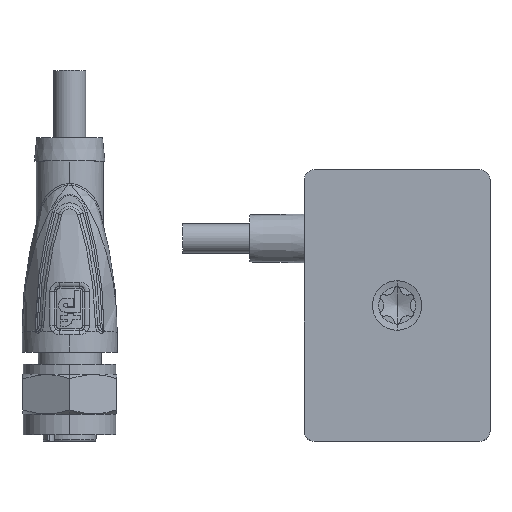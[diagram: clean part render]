
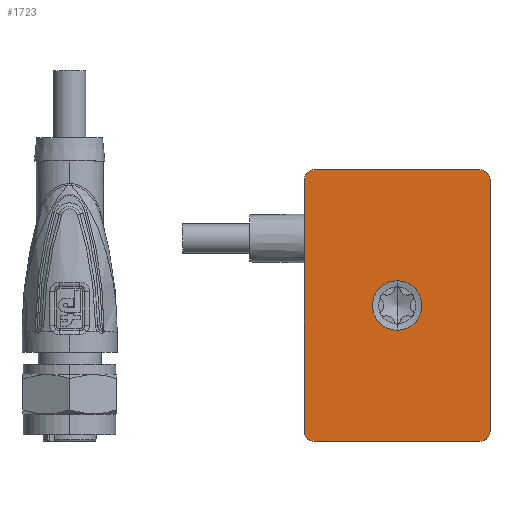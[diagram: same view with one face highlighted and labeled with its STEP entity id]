
A CAD part, top view. The second image highlights one B-rep face of the part: STEP entity #1723.
In plain terms, the highlighted planar face has unit normal (0, 0, 1).
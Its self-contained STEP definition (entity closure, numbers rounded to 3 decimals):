
#38=CARTESIAN_POINT('',(1.5,39.,22.));
#39=DIRECTION('',(0.,0.,-1.));
#40=DIRECTION('',(-1.,0.,0.));
#41=AXIS2_PLACEMENT_3D('',#38,#39,#40);
#47=DIRECTION('',(1.,0.,0.));
#48=VECTOR('',#47,24.7);
#49=CARTESIAN_POINT('',(1.5,40.5,22.));
#50=LINE('',#49,#48);
#54=CARTESIAN_POINT('',(26.2,39.,22.));
#55=DIRECTION('',(0.,0.,-1.));
#56=DIRECTION('',(0.,1.,0.));
#57=AXIS2_PLACEMENT_3D('',#54,#55,#56);
#62=DIRECTION('',(0.,-1.,0.));
#63=VECTOR('',#62,37.5);
#64=CARTESIAN_POINT('',(27.7,39.,22.));
#65=LINE('',#64,#63);
#69=CARTESIAN_POINT('',(26.2,1.5,22.));
#70=DIRECTION('',(0.,0.,-1.));
#71=DIRECTION('',(1.,0.,0.));
#72=AXIS2_PLACEMENT_3D('',#69,#70,#71);
#77=DIRECTION('',(-1.,0.,0.));
#78=VECTOR('',#77,24.7);
#79=CARTESIAN_POINT('',(26.2,0.,22.));
#80=LINE('',#79,#78);
#84=CARTESIAN_POINT('',(1.5,1.5,22.));
#85=DIRECTION('',(0.,0.,-1.));
#86=DIRECTION('',(0.,-1.,0.));
#87=AXIS2_PLACEMENT_3D('',#84,#85,#86);
#92=DIRECTION('',(0.,1.,0.));
#93=VECTOR('',#92,37.5);
#94=CARTESIAN_POINT('',(0.,1.5,22.));
#95=LINE('',#94,#93);
#99=CARTESIAN_POINT('',(13.85,20.25,22.));
#100=DIRECTION('',(0.,0.,1.));
#101=DIRECTION('',(0.,-1.,0.));
#102=AXIS2_PLACEMENT_3D('',#99,#100,#101);
#107=CARTESIAN_POINT('',(13.85,20.25,22.));
#108=DIRECTION('',(0.,0.,1.));
#109=DIRECTION('',(0.,1.,0.));
#110=AXIS2_PLACEMENT_3D('',#107,#108,#109);
#1485=CARTESIAN_POINT('',(0.,39.,22.));
#1486=CARTESIAN_POINT('',(1.5,40.5,22.));
#1487=VERTEX_POINT('',#1485);
#1488=VERTEX_POINT('',#1486);
#1489=CARTESIAN_POINT('',(26.2,40.5,22.));
#1490=VERTEX_POINT('',#1489);
#1491=CARTESIAN_POINT('',(27.7,39.,22.));
#1492=VERTEX_POINT('',#1491);
#1493=CARTESIAN_POINT('',(27.7,1.5,22.));
#1494=VERTEX_POINT('',#1493);
#1495=CARTESIAN_POINT('',(26.2,0.,22.));
#1496=VERTEX_POINT('',#1495);
#1497=CARTESIAN_POINT('',(1.5,0.,22.));
#1498=VERTEX_POINT('',#1497);
#1499=CARTESIAN_POINT('',(0.,1.5,22.));
#1500=VERTEX_POINT('',#1499);
#1501=CARTESIAN_POINT('',(13.85,16.562,22.));
#1502=CARTESIAN_POINT('',(13.85,23.938,22.));
#1503=VERTEX_POINT('',#1501);
#1504=VERTEX_POINT('',#1502);
#1694=CARTESIAN_POINT('',(0.,0.,22.));
#1695=DIRECTION('',(0.,0.,1.));
#1696=DIRECTION('',(1.,0.,0.));
#1697=AXIS2_PLACEMENT_3D('',#1694,#1695,#1696);
#1698=PLANE('',#1697);
#1700=ORIENTED_EDGE('',*,*,#1699,.T.);
#1702=ORIENTED_EDGE('',*,*,#1701,.T.);
#1704=ORIENTED_EDGE('',*,*,#1703,.T.);
#1706=ORIENTED_EDGE('',*,*,#1705,.T.);
#1708=ORIENTED_EDGE('',*,*,#1707,.T.);
#1710=ORIENTED_EDGE('',*,*,#1709,.T.);
#1712=ORIENTED_EDGE('',*,*,#1711,.T.);
#1714=ORIENTED_EDGE('',*,*,#1713,.T.);
#1715=EDGE_LOOP('',(#1700,#1702,#1704,#1706,#1708,#1710,#1712,#1714));
#1716=FACE_OUTER_BOUND('',#1715,.F.);
#1718=ORIENTED_EDGE('',*,*,#1717,.T.);
#1720=ORIENTED_EDGE('',*,*,#1719,.T.);
#1721=EDGE_LOOP('',(#1718,#1720));
#1722=FACE_BOUND('',#1721,.F.);
#1723=ADVANCED_FACE('',(#1716,#1722),#1698,.T.);
#42=CIRCLE('',#41,1.5);
#58=CIRCLE('',#57,1.5);
#73=CIRCLE('',#72,1.5);
#88=CIRCLE('',#87,1.5);
#103=CIRCLE('',#102,3.688);
#111=CIRCLE('',#110,3.688);
#1699=EDGE_CURVE('',#1487,#1488,#42,.T.);
#1701=EDGE_CURVE('',#1488,#1490,#50,.T.);
#1703=EDGE_CURVE('',#1490,#1492,#58,.T.);
#1705=EDGE_CURVE('',#1492,#1494,#65,.T.);
#1707=EDGE_CURVE('',#1494,#1496,#73,.T.);
#1709=EDGE_CURVE('',#1496,#1498,#80,.T.);
#1711=EDGE_CURVE('',#1498,#1500,#88,.T.);
#1713=EDGE_CURVE('',#1500,#1487,#95,.T.);
#1717=EDGE_CURVE('',#1503,#1504,#103,.T.);
#1719=EDGE_CURVE('',#1504,#1503,#111,.T.);
